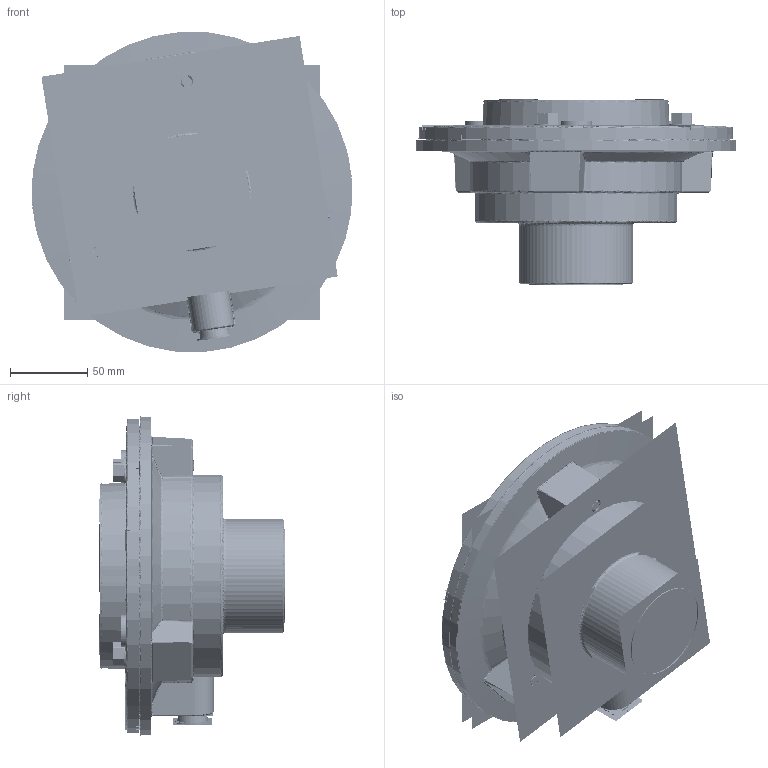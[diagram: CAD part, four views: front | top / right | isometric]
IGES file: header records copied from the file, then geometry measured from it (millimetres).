
Start section:  PTC IGES file: 278a-02.igs
Global section: file name: 278a-02.igs; native system: Creo Parametric by Parametric Technology Corporation; preprocessor: 2013150; author: rsmith; organization: Unknown; date: 20140825.115040; units: inch
Bounding box: 207.06 x 120.27 x 206.77 mm (x, y, z)
Surface area: 1133516.9 mm2 (no closed solid volume)
Topology: 0 solids, 0 shells, 2421 faces, 35375 edges, 46692 vertices
Faces by surface type: revolution 1723, bspline 698
